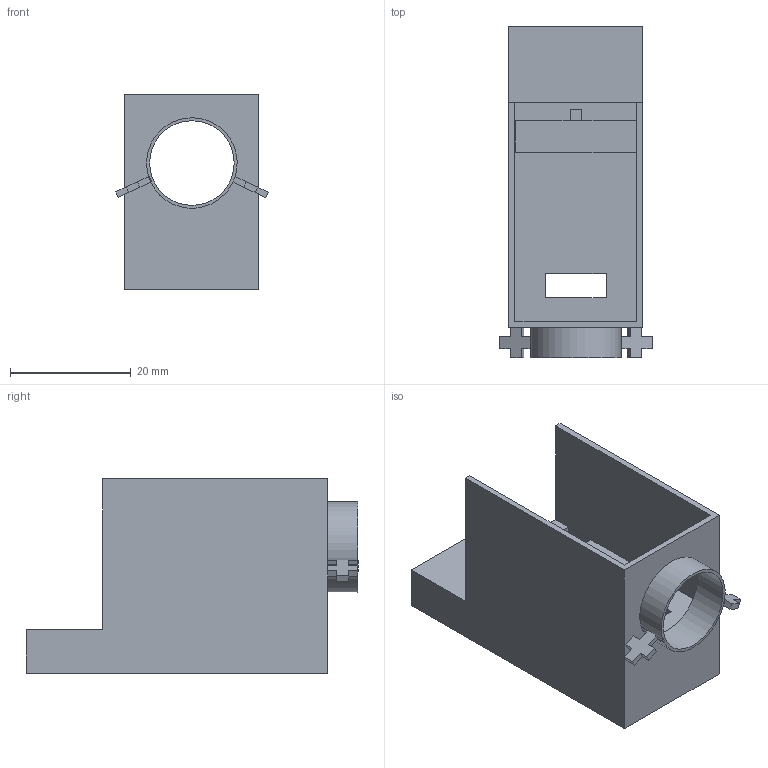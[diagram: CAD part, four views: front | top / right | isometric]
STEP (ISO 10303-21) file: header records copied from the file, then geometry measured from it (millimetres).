
FILE_DESCRIPTION(/* description */ ('','CAx-IF Rec.Pracs.---Representation and Presentation of Product Manufacturing Information (PMI)---4.0---2014-10-13'),/* implementation_level */ '2;1');
FILE_NAME(/* name */ 'Upper Elbow v3.step',/* time_stamp */ '2025-01-23T11:28:31+11:00',/* author */ (''),/* organization */ (''),/* preprocessor_version */ 'ST-DEVELOPER v20',/* originating_system */ 'Autodesk Translation Framework v13.20.0.188',/* authorisation */ '');
FILE_SCHEMA (('AP242_MANAGED_MODEL_BASED_3D_ENGINEERING_MIM_LF { 1 0 10303 442 1 1 4 }'));
Length unit declared in the file: millimetre
Products named in the file (1): Upper Elbow
Bounding box: 25.35 x 55 x 32.2 mm (x, y, z)
Volume: 13257.9 mm3; surface area: 8701.3 mm2
Topology: 2 solids, 2 shells, 66 faces, 181 edges, 120 vertices
Faces by surface type: plane 64, cylinder 2
Full cylindrical faces by diameter (mm): 14 x1
Entity records: 2090 total; most frequent: CARTESIAN_POINT 368, ORIENTED_EDGE 362, DIRECTION 323, EDGE_CURVE 181, LINE 173, VECTOR 173, VERTEX_POINT 120, AXIS2_PLACEMENT_3D 75
